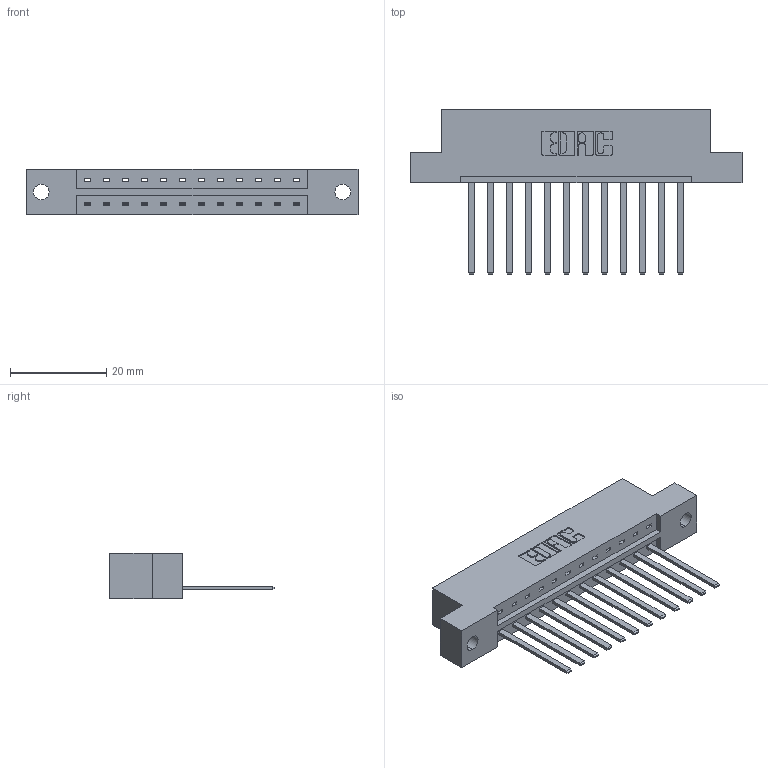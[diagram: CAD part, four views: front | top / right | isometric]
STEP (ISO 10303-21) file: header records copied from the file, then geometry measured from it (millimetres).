
FILE_DESCRIPTION (( 'STEP AP203' ), '1' );
FILE_NAME ('333-012-544-102.STEP', '2018-08-01T00:36:07', ( '' ), ( '' ), 'SwSTEP 2.0', 'SolidWorks 2016', '' );
FILE_SCHEMA (( 'CONFIG_CONTROL_DESIGN' ));
Length unit declared in the file: inch
Products named in the file (3): 333 Part_Flush - .128 Dia; 345-292-001_345-293-144; 333-012-544-102
Assembly tree (13 placements, depth 2):
  333-012-544-102
    333 Part_Flush - .128 Dia
    345-292-001_345-293-144  x12
Bounding box: 69.09 x 34.3 x 9.4 mm (x, y, z)
Volume: 6796.5 mm3; surface area: 7336.9 mm2
Topology: 13 solids, 13 shells, 738 faces, 2207 edges, 1454 vertices
Faces by surface type: plane 526, cylinder 212
Entity records: 11035 total; most frequent: CARTESIAN_POINT 1914, ORIENTED_EDGE 1862, DIRECTION 1671, EDGE_CURVE 931, LINE 807, VECTOR 807, VERTEX_POINT 618, AXIS2_PLACEMENT_3D 432
